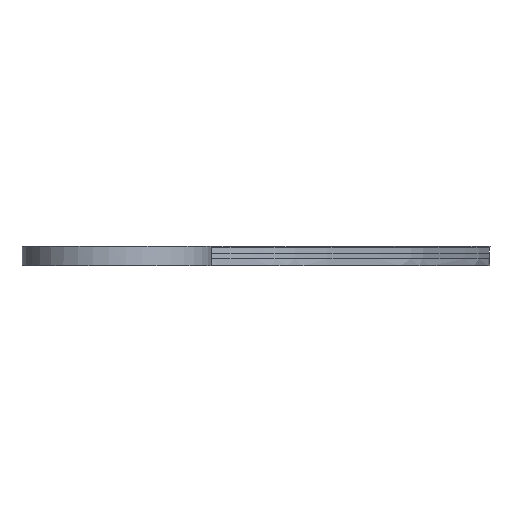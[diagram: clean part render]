
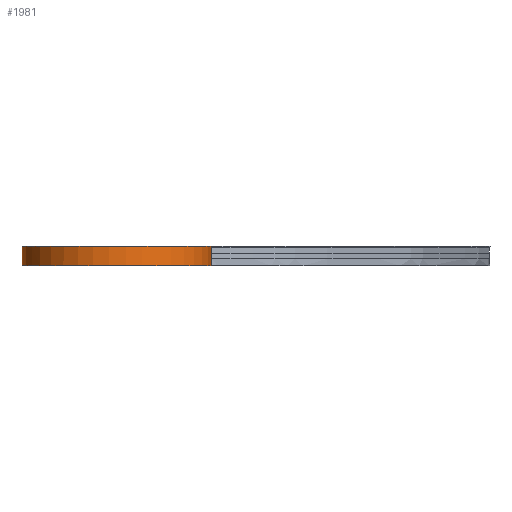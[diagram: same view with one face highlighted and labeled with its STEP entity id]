
A CAD part, left-side view. The second image highlights one B-rep face of the part: STEP entity #1981.
In plain terms, the highlighted cylindrical face has radius 30 mm (diameter 60 mm), a partial arc.
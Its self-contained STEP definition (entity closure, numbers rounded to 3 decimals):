
#69=CIRCLE('',#2022,30.);
#94=CIRCLE('',#2057,30.);
#102=CIRCLE('',#2069,30.);
#134=CYLINDRICAL_SURFACE('',#2104,30.);
#242=FACE_OUTER_BOUND('',#362,.T.);
#362=EDGE_LOOP('',(#1803,#1804,#1805,#1806,#1807,#1808,#1809));
#447=LINE('',#3793,#577);
#448=LINE('',#3794,#578);
#492=LINE('',#4727,#622);
#493=LINE('',#4729,#623);
#577=VECTOR('',#2327,10.);
#578=VECTOR('',#2328,10.);
#622=VECTOR('',#2450,10.);
#623=VECTOR('',#2453,10.);
#819=VERTEX_POINT('',#3044);
#820=VERTEX_POINT('',#3046);
#861=VERTEX_POINT('',#3364);
#862=VERTEX_POINT('',#3366);
#890=VERTEX_POINT('',#3787);
#891=VERTEX_POINT('',#3792);
#893=VERTEX_POINT('',#3808);
#1026=EDGE_CURVE('',#820,#819,#69,.T.);
#1085=EDGE_CURVE('',#862,#861,#94,.T.);
#1131=EDGE_CURVE('',#891,#862,#447,.T.);
#1132=EDGE_CURVE('',#890,#891,#448,.T.);
#1136=EDGE_CURVE('',#890,#893,#102,.T.);
#1219=EDGE_CURVE('',#819,#893,#492,.T.);
#1220=EDGE_CURVE('',#820,#861,#493,.T.);
#1803=ORIENTED_EDGE('',*,*,#1131,.T.);
#1804=ORIENTED_EDGE('',*,*,#1085,.T.);
#1805=ORIENTED_EDGE('',*,*,#1220,.F.);
#1806=ORIENTED_EDGE('',*,*,#1026,.T.);
#1807=ORIENTED_EDGE('',*,*,#1219,.T.);
#1808=ORIENTED_EDGE('',*,*,#1136,.F.);
#1809=ORIENTED_EDGE('',*,*,#1132,.T.);
#1981=ADVANCED_FACE('',(#242),#134,.T.);
#2022=AXIS2_PLACEMENT_3D('',#3047,#2213,#2214);
#2057=AXIS2_PLACEMENT_3D('',#3367,#2302,#2303);
#2069=AXIS2_PLACEMENT_3D('',#3809,#2337,#2338);
#2104=AXIS2_PLACEMENT_3D('',#4728,#2451,#2452);
#2213=DIRECTION('center_axis',(0.,0.,-1.));
#2214=DIRECTION('ref_axis',(-1.,0.,0.));
#2302=DIRECTION('center_axis',(0.,0.,1.));
#2303=DIRECTION('ref_axis',(-1.,0.,0.));
#2327=DIRECTION('',(0.,0.,-1.));
#2328=DIRECTION('',(0.,0.,-1.));
#2337=DIRECTION('center_axis',(0.,0.,
1.));
#2338=DIRECTION('ref_axis',(0.622,-0.783,0.));
#2450=DIRECTION('',(0.,0.,-1.));
#2451=DIRECTION('center_axis',(0.,0.,-1.));
#2452=DIRECTION('ref_axis',(-1.,0.,0.));
#2453=DIRECTION('',(0.,0.,-1.));
#3044=CARTESIAN_POINT('',(53.904,136.727,6.3));
#3046=CARTESIAN_POINT('',(50.863,97.042,6.3));
#3047=CARTESIAN_POINT('Origin',(30.,118.6,6.3));
#3364=CARTESIAN_POINT('',(50.863,97.042,0.));
#3366=CARTESIAN_POINT('',(54.003,136.596,0.));
#3367=CARTESIAN_POINT('Origin',(30.,118.6,0.));
#3787=CARTESIAN_POINT('',(54.003,136.596,2.249));
#3792=CARTESIAN_POINT('',(54.003,136.596,0.446));
#3793=CARTESIAN_POINT('',(54.003,136.596,0.446));
#3794=CARTESIAN_POINT('',(54.003,136.596,2.249));
#3808=CARTESIAN_POINT('',(53.904,136.727,2.249));
#3809=CARTESIAN_POINT('Origin',(30.,118.6,2.249));
#4727=CARTESIAN_POINT('',(53.904,136.727,4.051));
#4728=CARTESIAN_POINT('Origin',(30.,118.6,7.656));
#4729=CARTESIAN_POINT('',(50.863,97.042,0.446));
